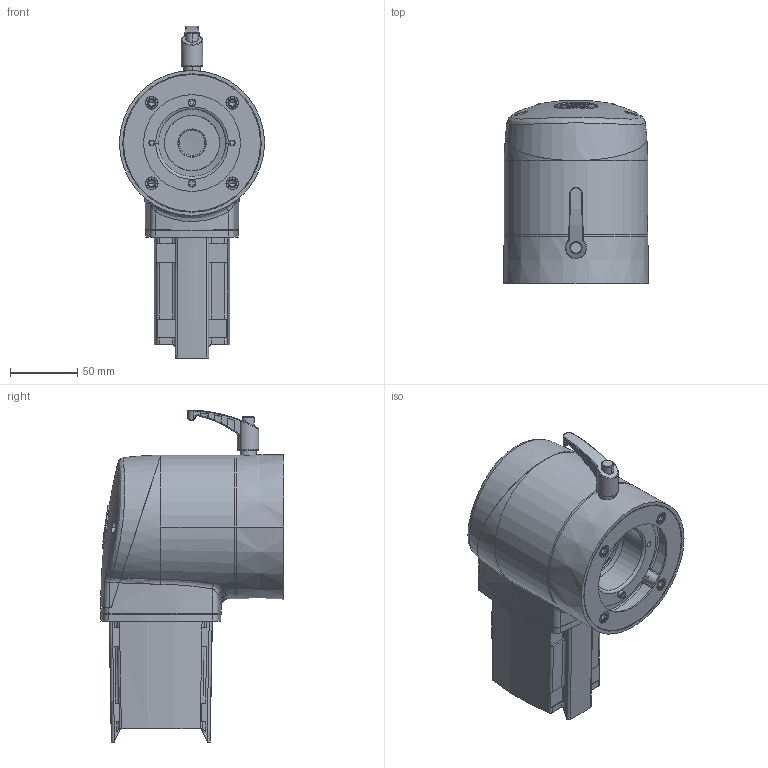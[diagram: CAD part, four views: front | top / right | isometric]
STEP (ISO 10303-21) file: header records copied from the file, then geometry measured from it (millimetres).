
FILE_DESCRIPTION((''),'2;1');
FILE_NAME('MCO90083102_SW0001','2009-07-06T',('k.falk'),(''),'PRO/ENGINEER BY PARAMETRIC TECHNOLOGY CORPORATION, 2005070','PRO/ENGINEER BY PARAMETRIC TECHNOLOGY CORPORATION, 2005070','');
FILE_SCHEMA(('AUTOMOTIVE_DESIGN_CC2 { 1 2 10303 214 -1 1 5 2 }'));
Length unit declared in the file: millimetre
Products named in the file (1): MCO90083102_SW0001
Bounding box: 108 x 136.5 x 247.1 mm (x, y, z)
Surface area: 178424.3 mm2 (no closed solid volume)
Topology: 0 solids, 22 shells, 554 faces, 1879 edges, 1297 vertices
Faces by surface type: cylinder 177, plane 162, bspline 104, cone 56, torus 43, sphere 10, extrusion 2
Entity records: 37026 total; most frequent: CARTESIAN_POINT 12289, ORIENTED_EDGE 3136, DIRECTION 2815, PRESENTATION_STYLE_ASSIGNMENT 2396, STYLED_ITEM 1886, CURVE_STYLE 1871, EDGE_CURVE 1869, VERTEX_POINT 1297
